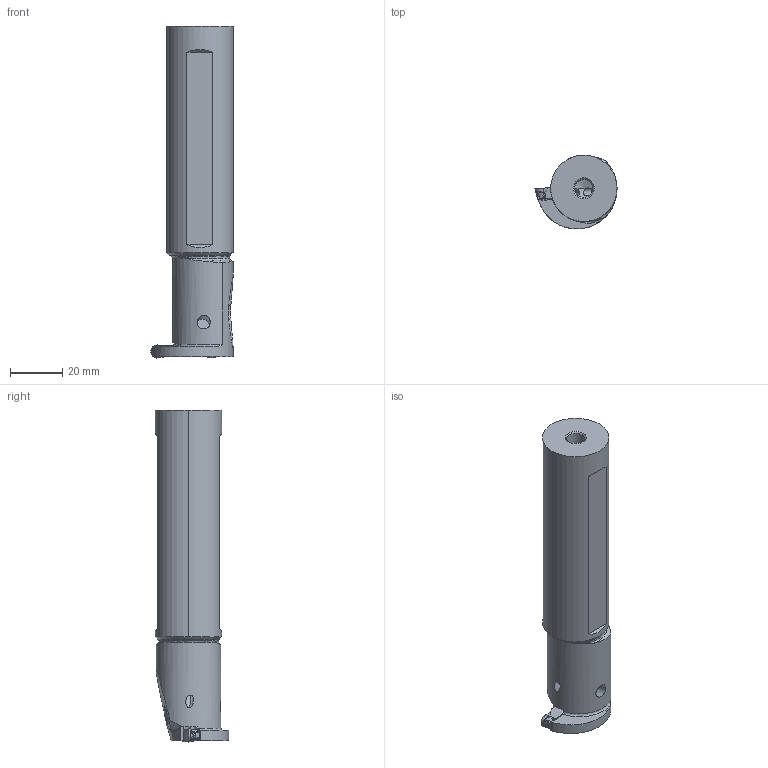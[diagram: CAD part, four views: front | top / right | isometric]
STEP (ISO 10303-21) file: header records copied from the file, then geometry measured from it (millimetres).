
FILE_DESCRIPTION(/* description */ (''),/* implementation_level */ '2;1');
FILE_NAME(/* name */ 'GYARUS16K90B-H07_CW0_197_IR0_1.stp',/* time_stamp */ '2023-03-20T14:53:40+09:00',/* author */ (''),/* organization */ (''),/* preprocessor_version */ 'ST-DEVELOPER v16',/* originating_system */ 'SIEMENS PLM Software NX 10.0',/* authorisation */ '');
FILE_SCHEMA (('AUTOMOTIVE_DESIGN { 1 0 10303 214 3 1 1 1 }'));
Length unit declared in the file: millimetre
Products named in the file (1): GYARUS16K90B-H07_CW0_197_IR0_1_ASM
Bounding box: 31.39 x 28.02 x 126.99 mm (x, y, z)
Volume: 55476.7 mm3; surface area: 14571.3 mm2
Topology: 2 solids, 2 shells, 196 faces, 600 edges, 430 vertices
Faces by surface type: cylinder 64, bspline 61, plane 42, cone 15, torus 10, extrusion 2, sphere 2
Entity records: 12713 total; most frequent: CARTESIAN_POINT 7913, ORIENTED_EDGE 1148, DIRECTION 727, EDGE_CURVE 574, VERTEX_POINT 385, B_SPLINE_CURVE_WITH_KNOTS 288, AXIS2_PLACEMENT_3D 286, EDGE_LOOP 205
